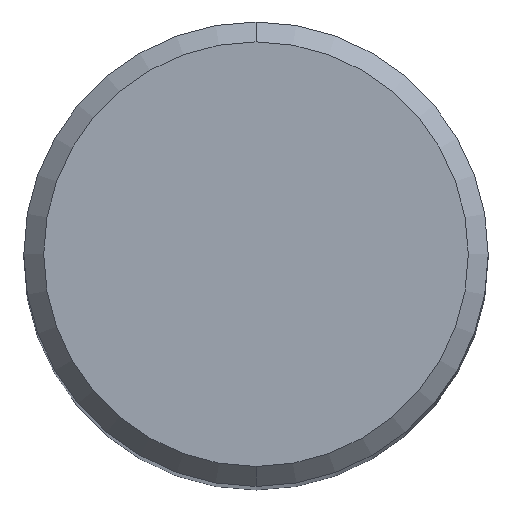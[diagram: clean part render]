
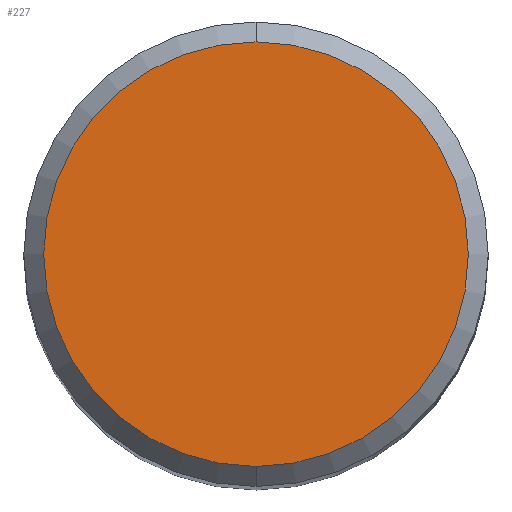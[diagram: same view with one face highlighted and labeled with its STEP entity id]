
A CAD part, top view. The second image highlights one B-rep face of the part: STEP entity #227.
In plain terms, the highlighted planar face has unit normal (0, 0, 1).
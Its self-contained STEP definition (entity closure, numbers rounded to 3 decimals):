
#227=ADVANCED_FACE('',(#540),#541,.T.);
#245=VERTEX_POINT('',#561);
#357=EDGE_CURVE('',#405,#245,#681,.T.);
#405=VERTEX_POINT('',#737);
#443=EDGE_CURVE('',#245,#405,#778,.T.);
#540=FACE_OUTER_BOUND('',#942,.T.);
#541=PLANE('',#943);
#561=CARTESIAN_POINT('',(0.,-6.4,0.0));
#681=CIRCLE('',#1232,6.4);
#737=CARTESIAN_POINT('',(0.0,6.4,0.0));
#778=CIRCLE('',#1479,6.4);
#942=EDGE_LOOP('',(#1572,#1573));
#943=AXIS2_PLACEMENT_3D('',#1574,#1575,#1576);
#1232=AXIS2_PLACEMENT_3D('',#1717,#1718,#1719);
#1479=AXIS2_PLACEMENT_3D('',#1835,#1836,#1837);
#1572=ORIENTED_EDGE('',*,*,#357,.F.);
#1573=ORIENTED_EDGE('',*,*,#443,.F.);
#1574=CARTESIAN_POINT('',(0.0,3.2,0.0));
#1575=DIRECTION('',(-0.0,0.0,1.0));
#1576=DIRECTION('',(0.0,-1.0,0.0));
#1717=CARTESIAN_POINT('',(0.0,0.0,0.0));
#1718=DIRECTION('',(0.0,0.0,-1.0));
#1719=DIRECTION('',(0.0,1.0,0.0));
#1835=CARTESIAN_POINT('',(0.0,0.0,0.0));
#1836=DIRECTION('',(0.0,0.0,-1.0));
#1837=DIRECTION('',(0.0,1.0,0.0));
